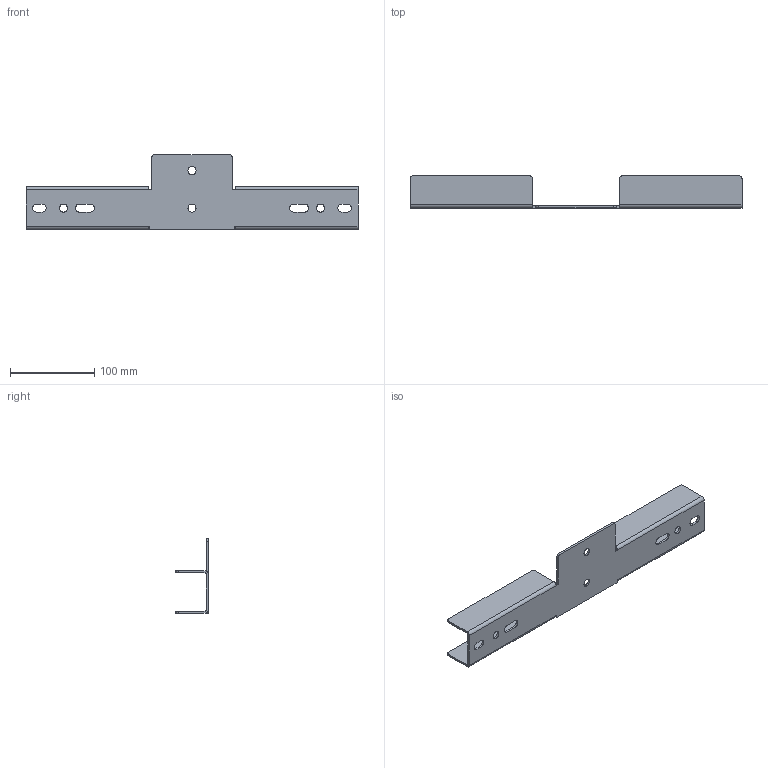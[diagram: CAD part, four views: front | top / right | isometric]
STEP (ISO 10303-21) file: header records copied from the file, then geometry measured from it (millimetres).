
FILE_DESCRIPTION (( 'STEP AP214' ), '1' );
FILE_NAME ('PMH15GY.STEP', '2019-07-16T14:13:23', ( '' ), ( '' ), 'SwSTEP 2.0', 'SolidWorks 2018', '' );
FILE_SCHEMA (( 'AUTOMOTIVE_DESIGN' ));
Length unit declared in the file: inch
Products named in the file (1): PMH15GY
Bounding box: 393.7 x 38.1 x 88.9 mm (x, y, z)
Volume: 103260.3 mm3; surface area: 89383.2 mm2
Topology: 1 solids, 1 shells, 72 faces, 202 edges, 132 vertices
Faces by surface type: plane 38, cylinder 34
Entity records: 3338 total; most frequent: DIRECTION 416, CARTESIAN_POINT 407, ORIENTED_EDGE 404, EDGE_CURVE 202, AXIS2_PLACEMENT_3D 141, VECTOR 134, LINE 134, VERTEX_POINT 132
